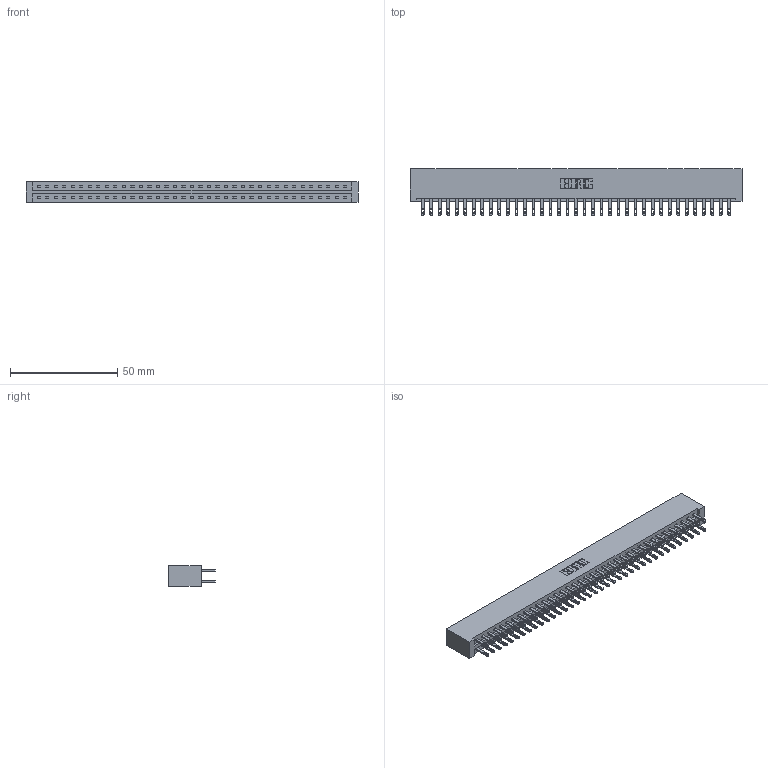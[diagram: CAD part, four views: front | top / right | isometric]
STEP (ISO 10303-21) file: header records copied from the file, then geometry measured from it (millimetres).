
FILE_DESCRIPTION (( 'STEP AP203' ), '1' );
FILE_NAME ('337-074-500-201.STEP', '2018-08-11T16:13:31', ( '' ), ( '' ), 'SwSTEP 2.0', 'SolidWorks 2016', '' );
FILE_SCHEMA (( 'CONFIG_CONTROL_DESIGN' ));
Length unit declared in the file: inch
Products named in the file (3): 337-074-500-201; 337 Part_No Mounting Lugs; 345-292-001_345-293-100
Assembly tree (75 placements, depth 2):
  337-074-500-201
    337 Part_No Mounting Lugs
    345-292-001_345-293-100  x74
Bounding box: 154.48 x 21.85 x 9.4 mm (x, y, z)
Volume: 17200.9 mm3; surface area: 20274.3 mm2
Topology: 75 solids, 75 shells, 3806 faces, 11609 edges, 7738 vertices
Faces by surface type: plane 2434, cylinder 1372
Entity records: 28987 total; most frequent: CARTESIAN_POINT 4886, ORIENTED_EDGE 4822, DIRECTION 4159, EDGE_CURVE 2411, LINE 2287, VECTOR 2287, VERTEX_POINT 1606, AXIS2_PLACEMENT_3D 936
